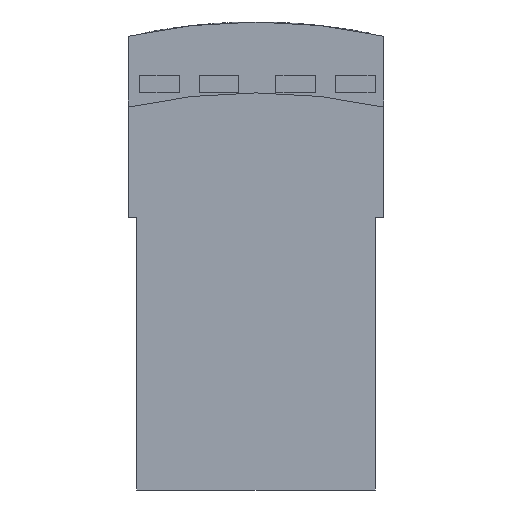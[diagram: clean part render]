
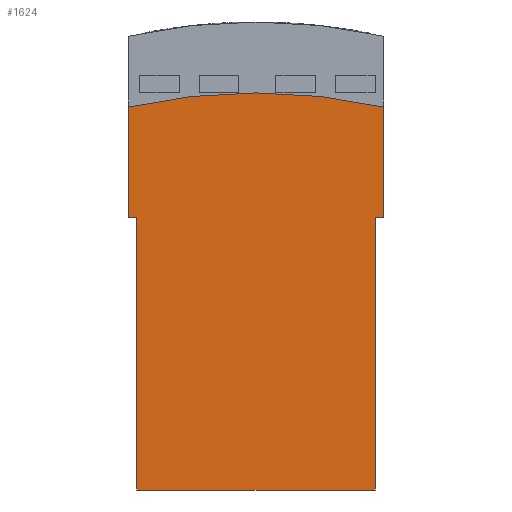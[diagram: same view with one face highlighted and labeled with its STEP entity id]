
A CAD part, front view. The second image highlights one B-rep face of the part: STEP entity #1624.
In plain terms, the highlighted planar face has unit normal (0, -1, 0).
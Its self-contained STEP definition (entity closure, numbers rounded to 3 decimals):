
#1=CARTESIAN_POINT('',(0.,-10.75,-72.5));
#2=DIRECTION('',(0.,-1.,0.));
#3=DIRECTION('',(0.22,0.,0.976));
#4=AXIS2_PLACEMENT_3D('',#1,#2,#3);
#6=DIRECTION('',(0.,0.,-1.));
#7=VECTOR('',#6,19.5);
#8=CARTESIAN_POINT('',(22.5,-10.75,27.5));
#9=LINE('',#8,#7);
#10=DIRECTION('',(1.,0.,0.));
#11=VECTOR('',#10,1.5);
#12=CARTESIAN_POINT('',(21.,-10.75,8.));
#13=LINE('',#12,#11);
#14=DIRECTION('',(0.,0.,1.));
#15=VECTOR('',#14,48.);
#16=CARTESIAN_POINT('',(21.,-10.75,-40.));
#17=LINE('',#16,#15);
#18=DIRECTION('',(-1.,0.,0.));
#19=VECTOR('',#18,42.);
#20=CARTESIAN_POINT('',(21.,-10.75,-40.));
#21=LINE('',#20,#19);
#22=DIRECTION('',(0.,0.,1.));
#23=VECTOR('',#22,48.);
#24=CARTESIAN_POINT('',(-21.,-10.75,-40.));
#25=LINE('',#24,#23);
#26=DIRECTION('',(1.,0.,0.));
#27=VECTOR('',#26,1.5);
#28=CARTESIAN_POINT('',(-22.5,-10.75,8.));
#29=LINE('',#28,#27);
#30=DIRECTION('',(0.,0.,1.));
#31=VECTOR('',#30,19.5);
#32=CARTESIAN_POINT('',(-22.5,-10.75,8.));
#33=LINE('',#32,#31);
#1249=CARTESIAN_POINT('',(-22.5,-10.75,8.));
#1250=CARTESIAN_POINT('',(-21.,-10.75,8.));
#1251=VERTEX_POINT('',#1249);
#1252=VERTEX_POINT('',#1250);
#1253=CARTESIAN_POINT('',(21.,-10.75,8.));
#1254=CARTESIAN_POINT('',(22.5,-10.75,8.));
#1255=VERTEX_POINT('',#1253);
#1256=VERTEX_POINT('',#1254);
#1257=CARTESIAN_POINT('',(-21.,-10.75,-40.));
#1258=VERTEX_POINT('',#1257);
#1259=CARTESIAN_POINT('',(21.,-10.75,-40.));
#1260=VERTEX_POINT('',#1259);
#1309=CARTESIAN_POINT('',(22.5,-10.75,27.5));
#1310=CARTESIAN_POINT('',(-22.5,-10.75,27.5));
#1311=VERTEX_POINT('',#1309);
#1312=VERTEX_POINT('',#1310);
#1601=CARTESIAN_POINT('',(0.,-10.75,0.));
#1602=DIRECTION('',(0.,1.,0.));
#1603=DIRECTION('',(1.,0.,0.));
#1604=AXIS2_PLACEMENT_3D('',#1601,#1602,#1603);
#1605=PLANE('',#1604);
#1607=ORIENTED_EDGE('',*,*,#1606,.F.);
#1609=ORIENTED_EDGE('',*,*,#1608,.T.);
#1611=ORIENTED_EDGE('',*,*,#1610,.F.);
#1613=ORIENTED_EDGE('',*,*,#1612,.F.);
#1615=ORIENTED_EDGE('',*,*,#1614,.T.);
#1617=ORIENTED_EDGE('',*,*,#1616,.T.);
#1619=ORIENTED_EDGE('',*,*,#1618,.F.);
#1621=ORIENTED_EDGE('',*,*,#1620,.T.);
#1622=EDGE_LOOP('',(#1607,#1609,#1611,#1613,#1615,#1617,#1619,#1621));
#1623=FACE_OUTER_BOUND('',#1622,.F.);
#1624=ADVANCED_FACE('',(#1623),#1605,.F.);
#5=CIRCLE('',#4,102.5);
#1606=EDGE_CURVE('',#1311,#1312,#5,.T.);
#1608=EDGE_CURVE('',#1311,#1256,#9,.T.);
#1610=EDGE_CURVE('',#1255,#1256,#13,.T.);
#1612=EDGE_CURVE('',#1260,#1255,#17,.T.);
#1614=EDGE_CURVE('',#1260,#1258,#21,.T.);
#1616=EDGE_CURVE('',#1258,#1252,#25,.T.);
#1618=EDGE_CURVE('',#1251,#1252,#29,.T.);
#1620=EDGE_CURVE('',#1251,#1312,#33,.T.);
